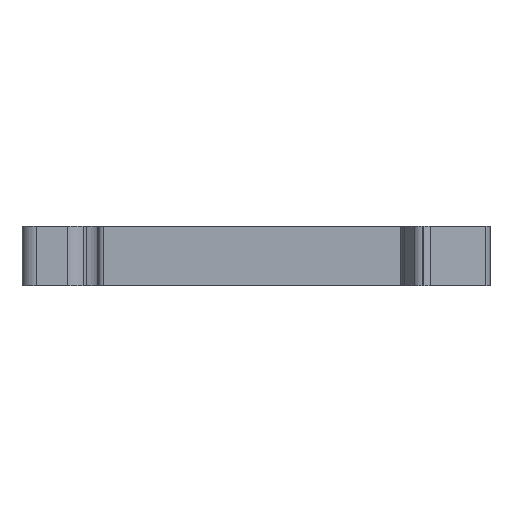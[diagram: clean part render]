
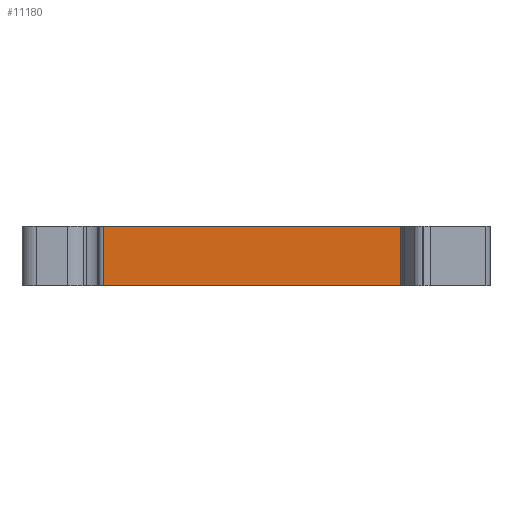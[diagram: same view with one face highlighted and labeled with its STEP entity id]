
A CAD part, front view. The second image highlights one B-rep face of the part: STEP entity #11180.
In plain terms, the highlighted face is planar.
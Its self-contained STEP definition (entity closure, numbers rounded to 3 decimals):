
#10790=CARTESIAN_POINT('',(16.724,-8.644,
0.35));
#10800=DIRECTION('',(0.122,-0.993,0.));
#10810=DIRECTION('',(-0.993,-0.122,0.));
#10820=AXIS2_PLACEMENT_3D('',#10790,#10800,#10810);
#10830=PLANE('',#10820);
#10840=CARTESIAN_POINT('',(0.,-10.698,0.35));
#10850=DIRECTION('',(0.993,0.122,0.));
#10860=VECTOR('',#10850,1.);
#10870=LINE('',#10840,#10860);
#10880=CARTESIAN_POINT('',(16.724,-8.644,
0.35));
#10890=VERTEX_POINT('',#10880);
#10900=CARTESIAN_POINT('',(49.63,-4.604,
0.35));
#10910=VERTEX_POINT('',#10900);
#10920=EDGE_CURVE('',#10890,#10910,#10870,.T.);
#10930=ORIENTED_EDGE('',*,*,#10920,.F.);
#10940=CARTESIAN_POINT('',(49.63,-4.604,0.));
#10950=DIRECTION('',(0.,0.,1.));
#10960=VECTOR('',#10950,1.);
#10970=LINE('',#10940,#10960);
#10980=CARTESIAN_POINT('',(49.63,-4.604,
-5.8));
#10990=VERTEX_POINT('',#10980);
#11000=EDGE_CURVE('',#10990,#10910,#10970,.T.);
#11010=ORIENTED_EDGE('',*,*,#11000,.T.);
#11020=CARTESIAN_POINT('',(0.,-10.698,-5.8));
#11030=DIRECTION('',(0.993,0.122,0.));
#11040=VECTOR('',#11030,1.);
#11050=LINE('',#11020,#11040);
#11060=CARTESIAN_POINT('',(16.724,-8.644,
-5.8));
#11070=VERTEX_POINT('',#11060);
#11080=EDGE_CURVE('',#11070,#10990,#11050,.T.);
#11090=ORIENTED_EDGE('',*,*,#11080,.T.);
#11100=CARTESIAN_POINT('',(16.724,-8.644,
-5.8));
#11110=DIRECTION('',(0.,0.,1.));
#11120=VECTOR('',#11110,1.);
#11130=LINE('',#11100,#11120);
#11140=EDGE_CURVE('',#11070,#10890,#11130,.T.);
#11150=ORIENTED_EDGE('',*,*,#11140,.F.);
#11160=EDGE_LOOP('',(#11150,#11090,#11010,#10930));
#11170=FACE_OUTER_BOUND('',#11160,.T.);
#11180=ADVANCED_FACE('',(#11170),#10830,.T.);
